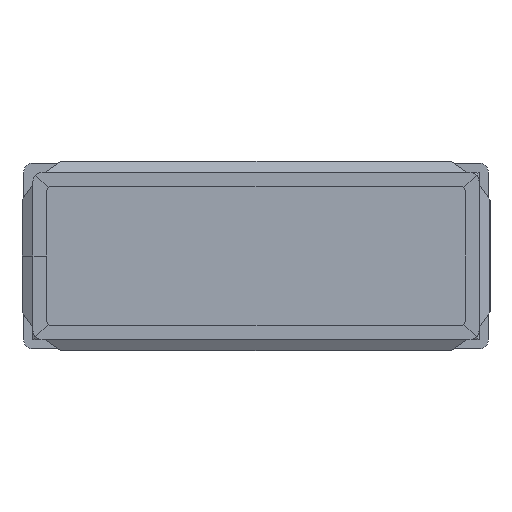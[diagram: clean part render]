
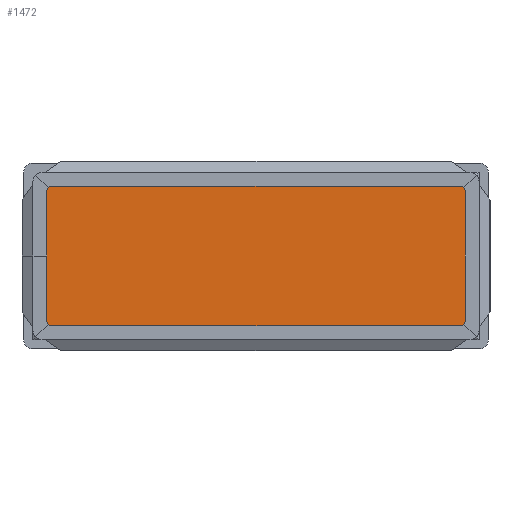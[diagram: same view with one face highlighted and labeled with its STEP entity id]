
A CAD part, front view. The second image highlights one B-rep face of the part: STEP entity #1472.
In plain terms, the highlighted planar face has unit normal (0, -1, 0).
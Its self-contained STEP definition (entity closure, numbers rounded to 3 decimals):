
#27 = FACE_OUTER_BOUND ( 'NONE', #2743, .T. ) ;
#44 = AXIS2_PLACEMENT_3D ( 'NONE', #1833, #930, #1692 ) ;
#94 = LINE ( 'NONE', #1790, #2700 ) ;
#172 = ORIENTED_EDGE ( 'NONE', *, *, #590, .T. ) ;
#197 = ORIENTED_EDGE ( 'NONE', *, *, #1257, .F. ) ;
#208 = LINE ( 'NONE', #1191, #1845 ) ;
#310 = CIRCLE ( 'NONE', #2678, 0.5 ) ;
#318 = VERTEX_POINT ( 'NONE', #1253 ) ;
#361 = CIRCLE ( 'NONE', #1691, 0.5 ) ;
#369 = LINE ( 'NONE', #2927, #2468 ) ;
#371 = VERTEX_POINT ( 'NONE', #1558 ) ;
#413 = DIRECTION ( 'NONE',  ( 1., 0., 0. ) ) ;
#472 = ORIENTED_EDGE ( 'NONE', *, *, #1730, .T. ) ;
#473 = DIRECTION ( 'NONE',  ( 0., -1., 0. ) ) ;
#519 = CARTESIAN_POINT ( 'NONE',  ( 22., 16., 7.5 ) ) ;
#527 = AXIS2_PLACEMENT_3D ( 'NONE', #2724, #473, #2177 ) ;
#568 = VERTEX_POINT ( 'NONE', #2662 ) ;
#569 = EDGE_CURVE ( 'NONE', #1792, #371, #208, .T. ) ;
#590 = EDGE_CURVE ( 'NONE', #1792, #318, #2005, .T. ) ;
#640 = EDGE_CURVE ( 'NONE', #2444, #371, #310, .T. ) ;
#654 = EDGE_CURVE ( 'NONE', #2360, #318, #369, .T. ) ;
#657 = EDGE_CURVE ( 'NONE', #918, #568, #361, .T. ) ;
#678 = DIRECTION ( 'NONE',  ( 0., 0., 1. ) ) ;
#687 = DIRECTION ( 'NONE',  ( 0., 1., 0. ) ) ;
#852 = DIRECTION ( 'NONE',  ( 0., 0., 1. ) ) ;
#918 = VERTEX_POINT ( 'NONE', #1002 ) ;
#930 = DIRECTION ( 'NONE',  ( 0., -1., 0. ) ) ;
#951 = DIRECTION ( 'NONE',  ( 0., -1., 0. ) ) ;
#1002 = CARTESIAN_POINT ( 'NONE',  ( -22., 16., 7.5 ) ) ;
#1146 = DIRECTION ( 'NONE',  ( 0., -1., 0. ) ) ;
#1182 = DIRECTION ( 'NONE',  ( 0., 0., 1. ) ) ;
#1191 = CARTESIAN_POINT ( 'NONE',  ( -22.5, 16., -7.5 ) ) ;
#1237 = EDGE_CURVE ( 'NONE', #1626, #568, #3071, .T. ) ;
#1253 = CARTESIAN_POINT ( 'NONE',  ( 22.5, 16., -7. ) ) ;
#1257 = EDGE_CURVE ( 'NONE', #2444, #1626, #94, .T. ) ;
#1346 = DIRECTION ( 'NONE',  ( 0., 0., -1. ) ) ;
#1414 = LINE ( 'NONE', #2119, #1657 ) ;
#1441 = ORIENTED_EDGE ( 'NONE', *, *, #654, .F. ) ;
#1472 = ADVANCED_FACE ( 'NONE', ( #27 ), #2905, .F. ) ;
#1474 = CARTESIAN_POINT ( 'NONE',  ( 22., 16., -7.5 ) ) ;
#1558 = CARTESIAN_POINT ( 'NONE',  ( -22., 16., -7.5 ) ) ;
#1626 = VERTEX_POINT ( 'NONE', #2985 ) ;
#1657 = VECTOR ( 'NONE', #413, 1000. ) ;
#1691 = AXIS2_PLACEMENT_3D ( 'NONE', #2364, #1146, #678 ) ;
#1692 = DIRECTION ( 'NONE',  ( 0., 0., 1. ) ) ;
#1693 = ORIENTED_EDGE ( 'NONE', *, *, #640, .T. ) ;
#1713 = ORIENTED_EDGE ( 'NONE', *, *, #657, .T. ) ;
#1730 = EDGE_CURVE ( 'NONE', #2360, #2176, #2864, .T. ) ;
#1748 = ORIENTED_EDGE ( 'NONE', *, *, #1237, .F. ) ;
#1790 = CARTESIAN_POINT ( 'NONE',  ( -22.5, 16., -7.5 ) ) ;
#1792 = VERTEX_POINT ( 'NONE', #1474 ) ;
#1816 = VECTOR ( 'NONE', #852, 1000. ) ;
#1833 = CARTESIAN_POINT ( 'NONE',  ( 22., 16., -7. ) ) ;
#1837 = CARTESIAN_POINT ( 'NONE',  ( 22.5, 16., 7. ) ) ;
#1845 = VECTOR ( 'NONE', #2125, 1000. ) ;
#1849 = CARTESIAN_POINT ( 'NONE',  ( -22.5, 16., -7. ) ) ;
#1918 = AXIS2_PLACEMENT_3D ( 'NONE', #2934, #687, #1182 ) ;
#1935 = DIRECTION ( 'NONE',  ( 0., 0., 1. ) ) ;
#2005 = CIRCLE ( 'NONE', #44, 0.5 ) ;
#2119 = CARTESIAN_POINT ( 'NONE',  ( -22.5, 16., 7.5 ) ) ;
#2125 = DIRECTION ( 'NONE',  ( -1., 0., 0. ) ) ;
#2176 = VERTEX_POINT ( 'NONE', #519 ) ;
#2177 = DIRECTION ( 'NONE',  ( 0., 0., 1. ) ) ;
#2196 = ORIENTED_EDGE ( 'NONE', *, *, #2480, .F. ) ;
#2256 = ORIENTED_EDGE ( 'NONE', *, *, #569, .F. ) ;
#2360 = VERTEX_POINT ( 'NONE', #1837 ) ;
#2364 = CARTESIAN_POINT ( 'NONE',  ( -22., 16., 7. ) ) ;
#2444 = VERTEX_POINT ( 'NONE', #1849 ) ;
#2468 = VECTOR ( 'NONE', #1346, 1000. ) ;
#2480 = EDGE_CURVE ( 'NONE', #918, #2176, #1414, .T. ) ;
#2565 = CARTESIAN_POINT ( 'NONE',  ( -22.5, 16., -7.5 ) ) ;
#2662 = CARTESIAN_POINT ( 'NONE',  ( -22.5, 16., 7. ) ) ;
#2678 = AXIS2_PLACEMENT_3D ( 'NONE', #2685, #951, #1935 ) ;
#2685 = CARTESIAN_POINT ( 'NONE',  ( -22., 16., -7. ) ) ;
#2700 = VECTOR ( 'NONE', #2786, 1000. ) ;
#2724 = CARTESIAN_POINT ( 'NONE',  ( 22., 16., 7. ) ) ;
#2743 = EDGE_LOOP ( 'NONE', ( #1441, #472, #2196, #1713, #1748, #197, #1693, #2256, #172 ) ) ;
#2786 = DIRECTION ( 'NONE',  ( 0., 0., 1. ) ) ;
#2864 = CIRCLE ( 'NONE', #527, 0.5 ) ;
#2905 = PLANE ( 'NONE',  #1918 ) ;
#2927 = CARTESIAN_POINT ( 'NONE',  ( 22.5, 16., -7.5 ) ) ;
#2934 = CARTESIAN_POINT ( 'NONE',  ( 0., 16., 0. ) ) ;
#2985 = CARTESIAN_POINT ( 'NONE',  ( -22.5, 16., 0. ) ) ;
#3071 = LINE ( 'NONE', #2565, #1816 ) ;
